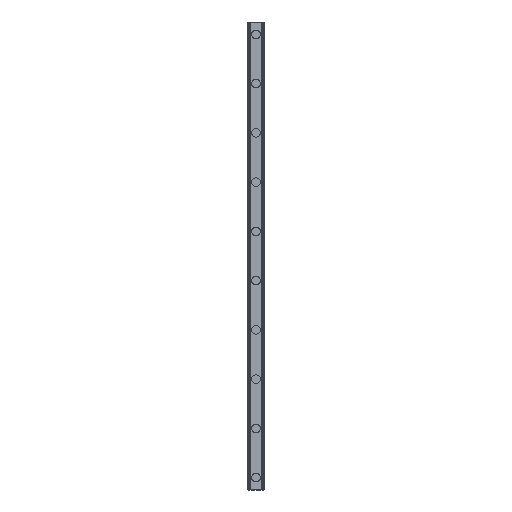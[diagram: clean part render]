
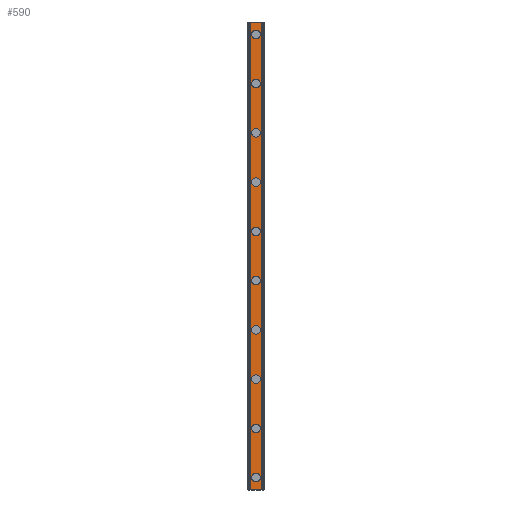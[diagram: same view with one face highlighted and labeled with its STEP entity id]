
A CAD part, top view. The second image highlights one B-rep face of the part: STEP entity #590.
In plain terms, the highlighted planar face has unit normal (0, 0, 1).
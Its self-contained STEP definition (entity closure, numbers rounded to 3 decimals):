
#590=ADVANCED_FACE('',(#1222,#1223,#1224,#1225,#1226,#1227,#1228,#1229,#1230,#1231,#1232),#1233,.T.);
#1222=FACE_BOUND('',#1879,.T.);
#1223=FACE_BOUND('',#1880,.T.);
#1224=FACE_BOUND('',#1881,.T.);
#1225=FACE_BOUND('',#1882,.T.);
#1226=FACE_BOUND('',#1883,.T.);
#1227=FACE_BOUND('',#1884,.T.);
#1228=FACE_BOUND('',#1885,.T.);
#1229=FACE_BOUND('',#1886,.T.);
#1230=FACE_BOUND('',#1887,.T.);
#1231=FACE_BOUND('',#1888,.T.);
#1232=FACE_OUTER_BOUND('',#1889,.T.);
#1233=PLANE('',#1890);
#1879=EDGE_LOOP('',(#3580,#3581));
#1880=EDGE_LOOP('',(#3582,#3583));
#1881=EDGE_LOOP('',(#3584,#3585));
#1882=EDGE_LOOP('',(#3586,#3587));
#1883=EDGE_LOOP('',(#3588,#3589));
#1884=EDGE_LOOP('',(#3590,#3591));
#1885=EDGE_LOOP('',(#3592,#3593));
#1886=EDGE_LOOP('',(#3594,#3595));
#1887=EDGE_LOOP('',(#3596,#3597));
#1888=EDGE_LOOP('',(#3598,#3599));
#1889=EDGE_LOOP('',(#3600,#3601,#3602,#3603));
#1890=AXIS2_PLACEMENT_3D('',#3604,#3605,#3606);
#3580=ORIENTED_EDGE('',*,*,#3897,.T.);
#3581=ORIENTED_EDGE('',*,*,#4353,.T.);
#3582=ORIENTED_EDGE('',*,*,#3887,.T.);
#3583=ORIENTED_EDGE('',*,*,#4359,.T.);
#3584=ORIENTED_EDGE('',*,*,#3877,.T.);
#3585=ORIENTED_EDGE('',*,*,#4365,.T.);
#3586=ORIENTED_EDGE('',*,*,#3867,.T.);
#3587=ORIENTED_EDGE('',*,*,#4371,.T.);
#3588=ORIENTED_EDGE('',*,*,#3857,.T.);
#3589=ORIENTED_EDGE('',*,*,#4377,.T.);
#3590=ORIENTED_EDGE('',*,*,#3847,.T.);
#3591=ORIENTED_EDGE('',*,*,#4383,.T.);
#3592=ORIENTED_EDGE('',*,*,#3837,.T.);
#3593=ORIENTED_EDGE('',*,*,#4389,.T.);
#3594=ORIENTED_EDGE('',*,*,#3827,.T.);
#3595=ORIENTED_EDGE('',*,*,#4395,.T.);
#3596=ORIENTED_EDGE('',*,*,#3817,.T.);
#3597=ORIENTED_EDGE('',*,*,#4401,.T.);
#3598=ORIENTED_EDGE('',*,*,#3807,.T.);
#3599=ORIENTED_EDGE('',*,*,#4407,.T.);
#3600=ORIENTED_EDGE('',*,*,#4327,.T.);
#3601=ORIENTED_EDGE('',*,*,#4464,.F.);
#3602=ORIENTED_EDGE('',*,*,#4191,.T.);
#3603=ORIENTED_EDGE('',*,*,#4462,.T.);
#3604=CARTESIAN_POINT('',(0.,760.0,26.));
#3605=DIRECTION('',(0.0,0.0,1.0));
#3606=DIRECTION('',(-1.0,0.0,0.0));
#3807=EDGE_CURVE('',#4526,#4523,#4527,.T.);
#3817=EDGE_CURVE('',#4544,#4541,#4545,.T.);
#3827=EDGE_CURVE('',#4562,#4559,#4563,.T.);
#3837=EDGE_CURVE('',#4580,#4577,#4581,.T.);
#3847=EDGE_CURVE('',#4598,#4595,#4599,.T.);
#3857=EDGE_CURVE('',#4616,#4613,#4617,.T.);
#3867=EDGE_CURVE('',#4634,#4631,#4635,.T.);
#3877=EDGE_CURVE('',#4652,#4649,#4653,.T.);
#3887=EDGE_CURVE('',#4670,#4667,#4671,.T.);
#3897=EDGE_CURVE('',#4688,#4685,#4689,.T.);
#4191=EDGE_CURVE('',#5127,#5125,#5128,.T.);
#4327=EDGE_CURVE('',#5354,#5352,#5355,.T.);
#4353=EDGE_CURVE('',#4685,#4688,#5404,.T.);
#4359=EDGE_CURVE('',#4667,#4670,#5410,.T.);
#4365=EDGE_CURVE('',#4649,#4652,#5416,.T.);
#4371=EDGE_CURVE('',#4631,#4634,#5422,.T.);
#4377=EDGE_CURVE('',#4613,#4616,#5428,.T.);
#4383=EDGE_CURVE('',#4595,#4598,#5434,.T.);
#4389=EDGE_CURVE('',#4577,#4580,#5440,.T.);
#4395=EDGE_CURVE('',#4559,#4562,#5446,.T.);
#4401=EDGE_CURVE('',#4541,#4544,#5452,.T.);
#4407=EDGE_CURVE('',#4523,#4526,#5458,.T.);
#4462=EDGE_CURVE('',#5125,#5354,#5513,.T.);
#4464=EDGE_CURVE('',#5127,#5352,#5515,.T.);
#4523=VERTEX_POINT('',#5576);
#4526=VERTEX_POINT('',#5580);
#4527=CIRCLE('',#5581,7.0);
#4541=VERTEX_POINT('',#5598);
#4544=VERTEX_POINT('',#5602);
#4545=CIRCLE('',#5603,7.0);
#4559=VERTEX_POINT('',#5620);
#4562=VERTEX_POINT('',#5624);
#4563=CIRCLE('',#5625,7.0);
#4577=VERTEX_POINT('',#5642);
#4580=VERTEX_POINT('',#5646);
#4581=CIRCLE('',#5647,7.0);
#4595=VERTEX_POINT('',#5664);
#4598=VERTEX_POINT('',#5668);
#4599=CIRCLE('',#5669,7.0);
#4613=VERTEX_POINT('',#5686);
#4616=VERTEX_POINT('',#5690);
#4617=CIRCLE('',#5691,7.0);
#4631=VERTEX_POINT('',#5708);
#4634=VERTEX_POINT('',#5712);
#4635=CIRCLE('',#5713,7.0);
#4649=VERTEX_POINT('',#5730);
#4652=VERTEX_POINT('',#5734);
#4653=CIRCLE('',#5735,7.0);
#4667=VERTEX_POINT('',#5752);
#4670=VERTEX_POINT('',#5756);
#4671=CIRCLE('',#5757,7.0);
#4685=VERTEX_POINT('',#5774);
#4688=VERTEX_POINT('',#5778);
#4689=CIRCLE('',#5779,7.0);
#5125=VERTEX_POINT('',#6364);
#5127=VERTEX_POINT('',#6367);
#5128=LINE('',#6368,#6369);
#5352=VERTEX_POINT('',#6681);
#5354=VERTEX_POINT('',#6684);
#5355=LINE('',#6685,#6686);
#5404=CIRCLE('',#6748,7.0);
#5410=CIRCLE('',#6754,7.0);
#5416=CIRCLE('',#6760,7.0);
#5422=CIRCLE('',#6766,7.0);
#5428=CIRCLE('',#6772,7.0);
#5434=CIRCLE('',#6778,7.0);
#5440=CIRCLE('',#6784,7.0);
#5446=CIRCLE('',#6790,7.0);
#5452=CIRCLE('',#6796,7.0);
#5458=CIRCLE('',#6802,7.0);
#5513=LINE('',#6882,#6883);
#5515=LINE('',#6885,#6886);
#5576=CARTESIAN_POINT('',(7.0,20.0,26.));
#5580=CARTESIAN_POINT('',(-7.0,20.0,26.));
#5581=AXIS2_PLACEMENT_3D('',#6967,#6968,#6969);
#5598=CARTESIAN_POINT('',(7.0,100.0,26.));
#5602=CARTESIAN_POINT('',(-7.0,100.0,26.));
#5603=AXIS2_PLACEMENT_3D('',#6983,#6984,#6985);
#5620=CARTESIAN_POINT('',(7.0,180.0,26.));
#5624=CARTESIAN_POINT('',(-7.0,180.0,26.));
#5625=AXIS2_PLACEMENT_3D('',#6999,#7000,#7001);
#5642=CARTESIAN_POINT('',(7.0,260.0,26.));
#5646=CARTESIAN_POINT('',(-7.0,260.0,26.));
#5647=AXIS2_PLACEMENT_3D('',#7015,#7016,#7017);
#5664=CARTESIAN_POINT('',(7.0,340.0,26.));
#5668=CARTESIAN_POINT('',(-7.0,340.0,26.));
#5669=AXIS2_PLACEMENT_3D('',#7031,#7032,#7033);
#5686=CARTESIAN_POINT('',(7.0,420.0,26.));
#5690=CARTESIAN_POINT('',(-7.0,420.0,26.));
#5691=AXIS2_PLACEMENT_3D('',#7047,#7048,#7049);
#5708=CARTESIAN_POINT('',(7.0,500.0,26.));
#5712=CARTESIAN_POINT('',(-7.0,500.0,26.));
#5713=AXIS2_PLACEMENT_3D('',#7063,#7064,#7065);
#5730=CARTESIAN_POINT('',(7.0,580.0,26.));
#5734=CARTESIAN_POINT('',(-7.0,580.0,26.));
#5735=AXIS2_PLACEMENT_3D('',#7079,#7080,#7081);
#5752=CARTESIAN_POINT('',(7.0,660.0,26.));
#5756=CARTESIAN_POINT('',(-7.0,660.0,26.));
#5757=AXIS2_PLACEMENT_3D('',#7095,#7096,#7097);
#5774=CARTESIAN_POINT('',(7.0,740.0,26.));
#5778=CARTESIAN_POINT('',(-7.0,740.0,26.));
#5779=AXIS2_PLACEMENT_3D('',#7111,#7112,#7113);
#6364=CARTESIAN_POINT('',(-9.342,760.0,26.));
#6367=CARTESIAN_POINT('',(9.342,760.0,26.));
#6368=CARTESIAN_POINT('',(9.342,760.0,26.));
#6369=VECTOR('',#7450,1.0);
#6681=CARTESIAN_POINT('',(9.342,0.0,26.));
#6684=CARTESIAN_POINT('',(-9.342,0.0,26.));
#6685=CARTESIAN_POINT('',(9.342,0.0,26.));
#6686=VECTOR('',#7606,1.0);
#6748=AXIS2_PLACEMENT_3D('',#7653,#7654,#7655);
#6754=AXIS2_PLACEMENT_3D('',#7662,#7663,#7664);
#6760=AXIS2_PLACEMENT_3D('',#7671,#7672,#7673);
#6766=AXIS2_PLACEMENT_3D('',#7680,#7681,#7682);
#6772=AXIS2_PLACEMENT_3D('',#7689,#7690,#7691);
#6778=AXIS2_PLACEMENT_3D('',#7698,#7699,#7700);
#6784=AXIS2_PLACEMENT_3D('',#7707,#7708,#7709);
#6790=AXIS2_PLACEMENT_3D('',#7716,#7717,#7718);
#6796=AXIS2_PLACEMENT_3D('',#7725,#7726,#7727);
#6802=AXIS2_PLACEMENT_3D('',#7734,#7735,#7736);
#6882=CARTESIAN_POINT('',(-9.342,760.0,26.));
#6883=VECTOR('',#7768,1.0);
#6885=CARTESIAN_POINT('',(9.342,760.0,26.));
#6886=VECTOR('',#7769,1.0);
#6967=CARTESIAN_POINT('',(0.0,20.0,26.));
#6968=DIRECTION('',(0.0,0.0,-1.0));
#6969=DIRECTION('',(1.0,0.0,0.0));
#6983=CARTESIAN_POINT('',(0.0,100.0,26.));
#6984=DIRECTION('',(0.0,0.0,-1.0));
#6985=DIRECTION('',(1.0,0.0,0.0));
#6999=CARTESIAN_POINT('',(0.0,180.0,26.));
#7000=DIRECTION('',(0.0,0.0,-1.0));
#7001=DIRECTION('',(1.0,0.0,0.0));
#7015=CARTESIAN_POINT('',(0.0,260.0,26.));
#7016=DIRECTION('',(0.0,0.0,-1.0));
#7017=DIRECTION('',(1.0,0.0,0.0));
#7031=CARTESIAN_POINT('',(0.0,340.0,26.));
#7032=DIRECTION('',(0.0,0.0,-1.0));
#7033=DIRECTION('',(1.0,0.0,0.0));
#7047=CARTESIAN_POINT('',(0.0,420.0,26.));
#7048=DIRECTION('',(0.0,0.0,-1.0));
#7049=DIRECTION('',(1.0,0.0,0.0));
#7063=CARTESIAN_POINT('',(0.0,500.0,26.));
#7064=DIRECTION('',(0.0,0.0,-1.0));
#7065=DIRECTION('',(1.0,0.0,0.0));
#7079=CARTESIAN_POINT('',(0.0,580.0,26.));
#7080=DIRECTION('',(0.0,0.0,-1.0));
#7081=DIRECTION('',(1.0,0.0,0.0));
#7095=CARTESIAN_POINT('',(0.0,660.0,26.));
#7096=DIRECTION('',(0.0,0.0,-1.0));
#7097=DIRECTION('',(1.0,0.0,0.0));
#7111=CARTESIAN_POINT('',(0.0,740.0,26.));
#7112=DIRECTION('',(0.0,0.0,-1.0));
#7113=DIRECTION('',(1.0,0.0,0.0));
#7450=DIRECTION('',(-1.0,0.0,0.0));
#7606=DIRECTION('',(1.0,0.0,0.0));
#7653=CARTESIAN_POINT('',(0.0,740.0,26.));
#7654=DIRECTION('',(0.0,0.0,-1.0));
#7655=DIRECTION('',(1.0,0.0,0.0));
#7662=CARTESIAN_POINT('',(0.0,660.0,26.));
#7663=DIRECTION('',(0.0,0.0,-1.0));
#7664=DIRECTION('',(1.0,0.0,0.0));
#7671=CARTESIAN_POINT('',(0.0,580.0,26.));
#7672=DIRECTION('',(0.0,0.0,-1.0));
#7673=DIRECTION('',(1.0,0.0,0.0));
#7680=CARTESIAN_POINT('',(0.0,500.0,26.));
#7681=DIRECTION('',(0.0,0.0,-1.0));
#7682=DIRECTION('',(1.0,0.0,0.0));
#7689=CARTESIAN_POINT('',(0.0,420.0,26.));
#7690=DIRECTION('',(0.0,0.0,-1.0));
#7691=DIRECTION('',(1.0,0.0,0.0));
#7698=CARTESIAN_POINT('',(0.0,340.0,26.));
#7699=DIRECTION('',(0.0,0.0,-1.0));
#7700=DIRECTION('',(1.0,0.0,0.0));
#7707=CARTESIAN_POINT('',(0.0,260.0,26.));
#7708=DIRECTION('',(0.0,0.0,-1.0));
#7709=DIRECTION('',(1.0,0.0,0.0));
#7716=CARTESIAN_POINT('',(0.0,180.0,26.));
#7717=DIRECTION('',(0.0,0.0,-1.0));
#7718=DIRECTION('',(1.0,0.0,0.0));
#7725=CARTESIAN_POINT('',(0.0,100.0,26.));
#7726=DIRECTION('',(0.0,0.0,-1.0));
#7727=DIRECTION('',(1.0,0.0,0.0));
#7734=CARTESIAN_POINT('',(0.0,20.0,26.));
#7735=DIRECTION('',(0.0,0.0,-1.0));
#7736=DIRECTION('',(1.0,0.0,0.0));
#7768=DIRECTION('',(0.0,-1.0,0.0));
#7769=DIRECTION('',(0.0,-1.0,0.0));
